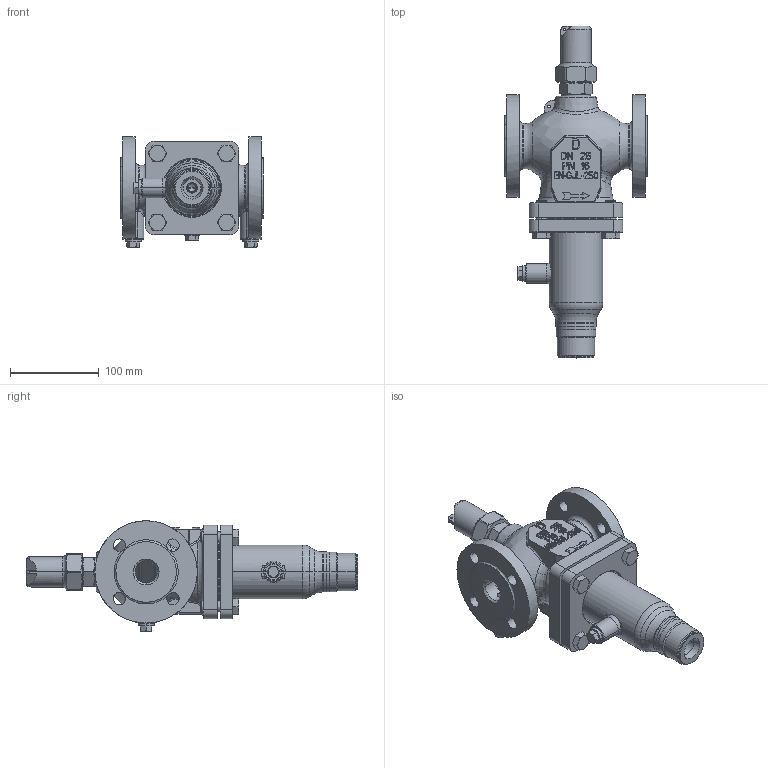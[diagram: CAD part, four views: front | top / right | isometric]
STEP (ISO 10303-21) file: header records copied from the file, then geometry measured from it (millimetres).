
FILE_DESCRIPTION((''),'2;1');
FILE_NAME('065B2656_ASM','2015-03-16T',('u317927'),('Danfoss'),'PRO/ENGINEER BY PARAMETRIC TECHNOLOGY CORPORATION, 2014000','PRO/ENGINEER BY PARAMETRIC TECHNOLOGY CORPORATION, 2014000','');
FILE_SCHEMA(('CONFIG_CONTROL_DESIGN'));
Length unit declared in the file: millimetre
Products named in the file (16): 8861842; 88610430; 88610450; VAR88610140; 88610140_ASM; 8861022; 88810450; VAR88615580; 88615580_ASM; 5184022; 8861854; 5451354; 8861869; TESNILO_18X14; VIJAK_G1L4X12_ZAPIRALNI; 065B2656_ASM
Assembly tree (24 placements, depth 4):
  065B2656_ASM
    8861842
    88615580_ASM
      88610140_ASM
        88610430
        88610450
        VAR88610140
      8861022
      88810450
      VAR88615580
    5184022  x4
    8861854
    5451354
    8861869
    TESNILO_18X14  x4
    VIJAK_G1L4X12_ZAPIRALNI  x4
Bounding box: 160 x 373.1 x 124.2 mm (x, y, z)
Volume: 1172223.3 mm3; surface area: 353198.2 mm2
Topology: 22 solids, 48 shells, 1419 faces, 3546 edges, 2235 vertices
Faces by surface type: plane 691, cylinder 341, cone 172, bspline 111, torus 100, sphere 4
Entity records: 44445 total; most frequent: CARTESIAN_POINT 14795, ORIENTED_EDGE 6134, DIRECTION 5981, EDGE_CURVE 3107, AXIS2_PLACEMENT_3D 2062, VERTEX_POINT 1963, VECTOR 1857, LINE 1857
